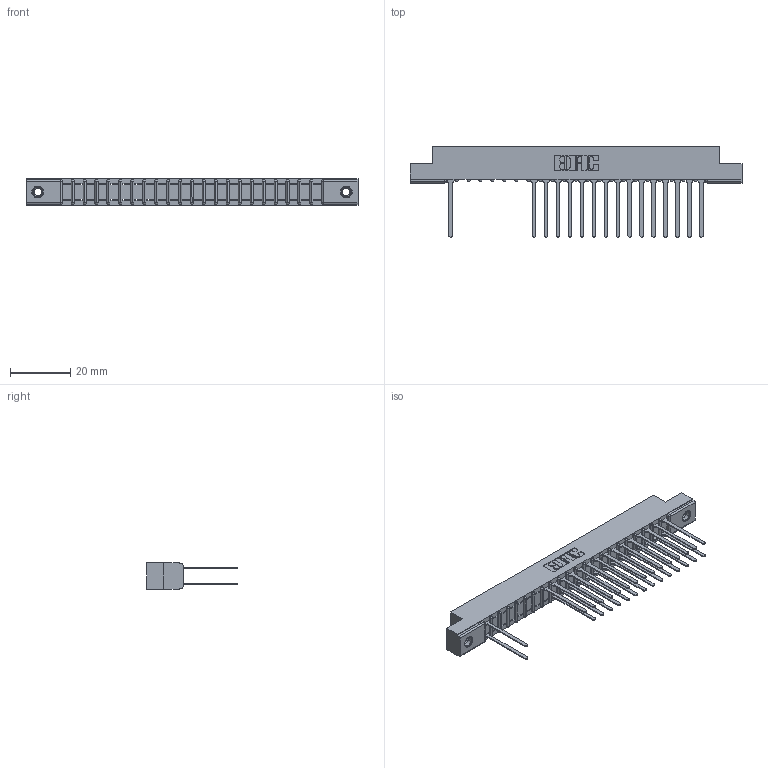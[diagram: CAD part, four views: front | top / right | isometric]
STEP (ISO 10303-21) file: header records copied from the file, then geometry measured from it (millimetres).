
FILE_DESCRIPTION (( 'STEP AP203' ), '1' );
FILE_NAME ('307-044-540-207.STEP', '2018-08-06T02:24:31', ( '' ), ( '' ), 'SwSTEP 2.0', 'SolidWorks 2016', '' );
FILE_SCHEMA (( 'CONFIG_CONTROL_DESIGN' ));
Length unit declared in the file: inch
Products named in the file (4): 307 Part_.156 Dia Mounting Holes; 307-290-001_540; 345-250-001_345-250-005-103; 307-044-540-207
Assembly tree (34 placements, depth 2):
  307-044-540-207
    307 Part_.156 Dia Mounting Holes
    307-290-001_540  x31
    345-250-001_345-250-005-103  x2
Bounding box: 110.19 x 30 x 8.71 mm (x, y, z)
Volume: 7198.6 mm3; surface area: 12746.2 mm2
Topology: 34 solids, 34 shells, 1757 faces, 4905 edges, 3158 vertices
Faces by surface type: plane 1141, cylinder 554, sphere 46, cone 12, torus 4
Entity records: 22767 total; most frequent: CARTESIAN_POINT 3768, ORIENTED_EDGE 3738, DIRECTION 3695, EDGE_CURVE 1869, LINE 1425, VECTOR 1425, VERTEX_POINT 1208, AXIS2_PLACEMENT_3D 1135
